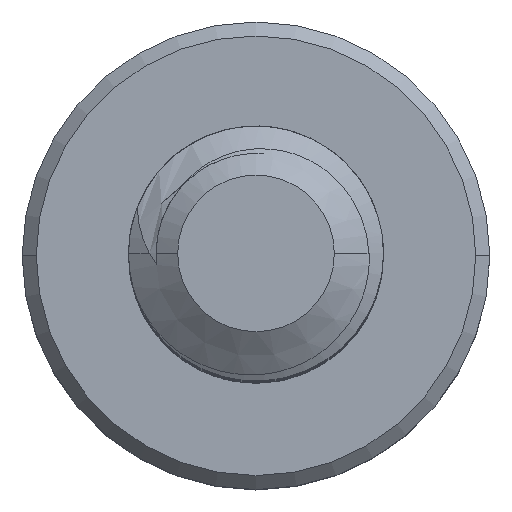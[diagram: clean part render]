
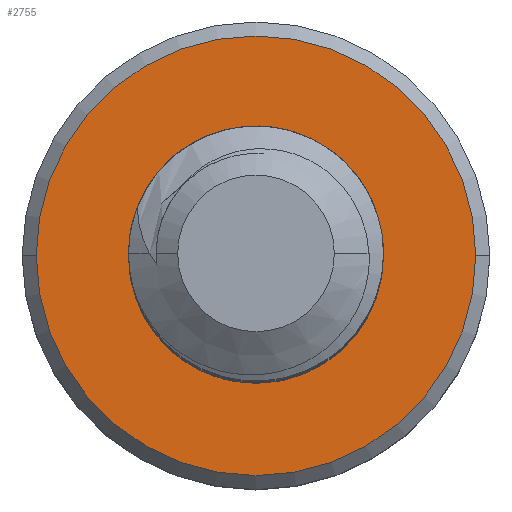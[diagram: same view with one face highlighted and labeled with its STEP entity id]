
A CAD part, top view. The second image highlights one B-rep face of the part: STEP entity #2755.
In plain terms, the highlighted planar face has unit normal (0, 0, 1).
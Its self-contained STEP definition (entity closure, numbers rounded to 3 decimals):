
#106 = EDGE_LOOP ( 'NONE', ( #7217, #5564 ) ) ;
#233 = EDGE_CURVE ( 'NONE', #2671, #2695, #7781, .T. ) ;
#343 = FACE_BOUND ( 'NONE', #106, .T. ) ;
#412 = CIRCLE ( 'NONE', #3510, 1.5 ) ;
#494 = AXIS2_PLACEMENT_3D ( 'NONE', #4387, #556, #5021 ) ;
#556 = DIRECTION ( 'NONE',  ( 0., 0., 1. ) ) ;
#1897 = CARTESIAN_POINT ( 'NONE',  ( 0., 0., -16. ) ) ;
#1918 = ORIENTED_EDGE ( 'NONE', *, *, #4549, .T. ) ;
#2083 = VERTEX_POINT ( 'NONE', #3046 ) ;
#2500 = CIRCLE ( 'NONE', #7792, 2.585 ) ;
#2599 = AXIS2_PLACEMENT_3D ( 'NONE', #1897, #3236, #7734 ) ;
#2671 = VERTEX_POINT ( 'NONE', #3742 ) ;
#2695 = VERTEX_POINT ( 'NONE', #8319 ) ;
#2755 = ADVANCED_FACE ( 'NONE', ( #7548, #343 ), #3209, .F. ) ;
#2785 = AXIS2_PLACEMENT_3D ( 'NONE', #3753, #8276, #4388 ) ;
#3046 = CARTESIAN_POINT ( 'NONE',  ( 2.585, 0., -16. ) ) ;
#3209 = PLANE ( 'NONE',  #2599 ) ;
#3236 = DIRECTION ( 'NONE',  ( 0., 0., -1. ) ) ;
#3478 = CARTESIAN_POINT ( 'NONE',  ( 0., 0., -16. ) ) ;
#3510 = AXIS2_PLACEMENT_3D ( 'NONE', #3478, #7982, #4117 ) ;
#3603 = DIRECTION ( 'NONE',  ( 0., 0., 1. ) ) ;
#3742 = CARTESIAN_POINT ( 'NONE',  ( 1.5, 0., -16. ) ) ;
#3753 = CARTESIAN_POINT ( 'NONE',  ( 0., 0., -16. ) ) ;
#4117 = DIRECTION ( 'NONE',  ( 1., 0., 0. ) ) ;
#4136 = EDGE_CURVE ( 'NONE', #4255, #2083, #7745, .T. ) ;
#4255 = VERTEX_POINT ( 'NONE', #5756 ) ;
#4387 = CARTESIAN_POINT ( 'NONE',  ( 0., 0., -16. ) ) ;
#4388 = DIRECTION ( 'NONE',  ( -1., 0., 0. ) ) ;
#4549 = EDGE_CURVE ( 'NONE', #2083, #4255, #2500, .T. ) ;
#5021 = DIRECTION ( 'NONE',  ( 1., 0., 0. ) ) ;
#5564 = ORIENTED_EDGE ( 'NONE', *, *, #8197, .F. ) ;
#5721 = EDGE_LOOP ( 'NONE', ( #7581, #1918 ) ) ;
#5756 = CARTESIAN_POINT ( 'NONE',  ( -2.585, 0., -16. ) ) ;
#7217 = ORIENTED_EDGE ( 'NONE', *, *, #233, .F. ) ;
#7452 = CARTESIAN_POINT ( 'NONE',  ( 0., 0., -16. ) ) ;
#7548 = FACE_OUTER_BOUND ( 'NONE', #5721, .T. ) ;
#7581 = ORIENTED_EDGE ( 'NONE', *, *, #4136, .T. ) ;
#7734 = DIRECTION ( 'NONE',  ( -1., 0., 0. ) ) ;
#7745 = CIRCLE ( 'NONE', #2785, 2.585 ) ;
#7781 = CIRCLE ( 'NONE', #494, 1.5 ) ;
#7792 = AXIS2_PLACEMENT_3D ( 'NONE', #7452, #3603, #8119 ) ;
#7982 = DIRECTION ( 'NONE',  ( 0., 0., 1. ) ) ;
#8119 = DIRECTION ( 'NONE',  ( -1., 0., 0. ) ) ;
#8197 = EDGE_CURVE ( 'NONE', #2695, #2671, #412, .T. ) ;
#8276 = DIRECTION ( 'NONE',  ( 0., 0., 1. ) ) ;
#8319 = CARTESIAN_POINT ( 'NONE',  ( -1.5, 0., -16. ) ) ;
